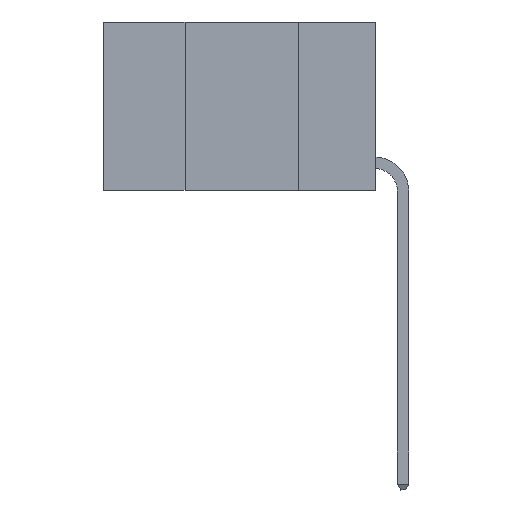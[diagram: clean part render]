
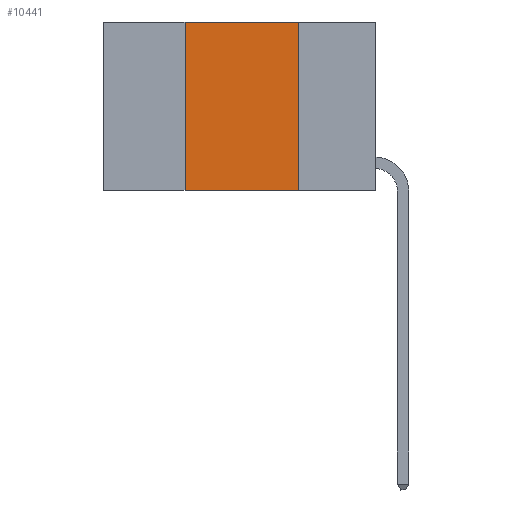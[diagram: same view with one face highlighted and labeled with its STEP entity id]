
A CAD part, left-side view. The second image highlights one B-rep face of the part: STEP entity #10441.
In plain terms, the highlighted planar face has unit normal (-1, 0, 0).
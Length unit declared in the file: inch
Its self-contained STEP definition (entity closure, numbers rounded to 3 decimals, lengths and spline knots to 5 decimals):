
#319 = AXIS2_PLACEMENT_3D ( 'NONE', #3822, #11024, #4889 ) ;
#410 = CARTESIAN_POINT ( 'NONE',  ( 0., 0.42, 0. ) ) ;
#994 = VERTEX_POINT ( 'NONE', #2839 ) ;
#1332 = ORIENTED_EDGE ( 'NONE', *, *, #10222, .F. ) ;
#1485 = DIRECTION ( 'NONE',  ( 0., 0., 1. ) ) ;
#2687 = EDGE_LOOP ( 'NONE', ( #1332, #9737, #11203, #11528 ) ) ;
#2839 = CARTESIAN_POINT ( 'NONE',  ( 0., 0.17, 0. ) ) ;
#3092 = VECTOR ( 'NONE', #3483, 39.37008 ) ;
#3483 = DIRECTION ( 'NONE',  ( 0., 0., -1. ) ) ;
#3507 = VECTOR ( 'NONE', #1485, 39.37008 ) ;
#3696 = VERTEX_POINT ( 'NONE', #9584 ) ;
#3822 = CARTESIAN_POINT ( 'NONE',  ( 0., 0.6, 0. ) ) ;
#4012 = VECTOR ( 'NONE', #6964, 39.37008 ) ;
#4023 = DIRECTION ( 'NONE',  ( 0., -1., 0. ) ) ;
#4256 = LINE ( 'NONE', #7271, #12041 ) ;
#4598 = VERTEX_POINT ( 'NONE', #11857 ) ;
#4889 = DIRECTION ( 'NONE',  ( 0., 0., -1. ) ) ;
#5935 = CARTESIAN_POINT ( 'NONE',  ( 0., 0.6, -0.37 ) ) ;
#6863 = FACE_OUTER_BOUND ( 'NONE', #2687, .T. ) ;
#6964 = DIRECTION ( 'NONE',  ( 0., -1., 0. ) ) ;
#7271 = CARTESIAN_POINT ( 'NONE',  ( 0., 0.6, 0. ) ) ;
#7654 = CARTESIAN_POINT ( 'NONE',  ( 0., 0.17, -0.37 ) ) ;
#8501 = VERTEX_POINT ( 'NONE', #7654 ) ;
#8779 = CARTESIAN_POINT ( 'NONE',  ( 0., 0.17, 0. ) ) ;
#8986 = EDGE_CURVE ( 'NONE', #4598, #994, #4256, .T. ) ;
#9002 = LINE ( 'NONE', #8779, #3092 ) ;
#9584 = CARTESIAN_POINT ( 'NONE',  ( 0., 0.42, -0.37 ) ) ;
#9737 = ORIENTED_EDGE ( 'NONE', *, *, #8986, .F. ) ;
#10070 = PLANE ( 'NONE',  #319 ) ;
#10222 = EDGE_CURVE ( 'NONE', #994, #8501, #9002, .T. ) ;
#10417 = EDGE_CURVE ( 'NONE', #3696, #8501, #12121, .T. ) ;
#10441 = ADVANCED_FACE ( 'NONE', ( #6863 ), #10070, .F. ) ;
#11024 = DIRECTION ( 'NONE',  ( 1., 0., 0. ) ) ;
#11203 = ORIENTED_EDGE ( 'NONE', *, *, #11582, .F. ) ;
#11528 = ORIENTED_EDGE ( 'NONE', *, *, #10417, .T. ) ;
#11582 = EDGE_CURVE ( 'NONE', #3696, #4598, #11652, .T. ) ;
#11652 = LINE ( 'NONE', #410, #3507 ) ;
#11857 = CARTESIAN_POINT ( 'NONE',  ( 0., 0.42, 0. ) ) ;
#12041 = VECTOR ( 'NONE', #4023, 39.37008 ) ;
#12121 = LINE ( 'NONE', #5935, #4012 ) ;
